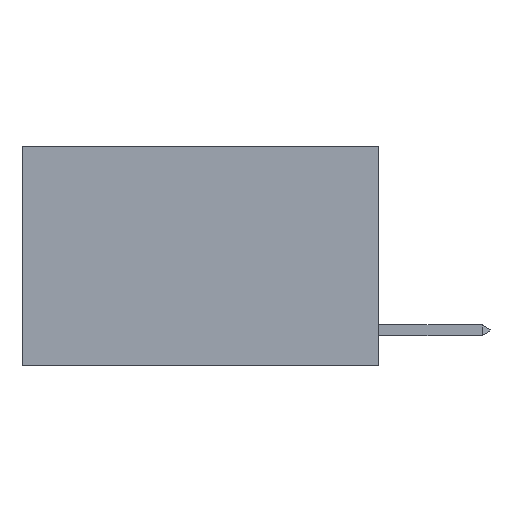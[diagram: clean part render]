
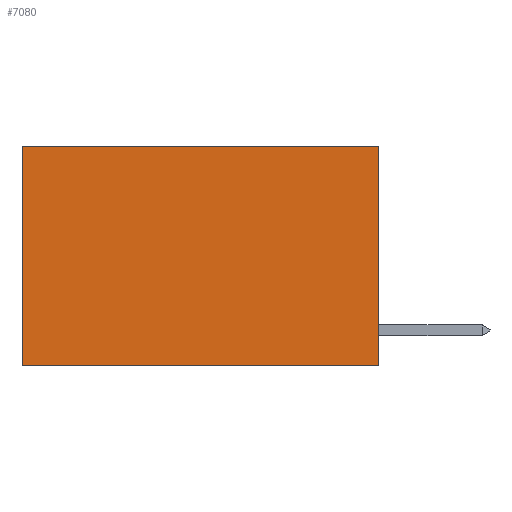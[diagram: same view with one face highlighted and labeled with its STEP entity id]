
A CAD part, left-side view. The second image highlights one B-rep face of the part: STEP entity #7080.
In plain terms, the highlighted planar face has unit normal (-1, 0, 0).
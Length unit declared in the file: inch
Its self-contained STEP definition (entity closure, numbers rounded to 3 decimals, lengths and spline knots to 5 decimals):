
#38 = CARTESIAN_POINT ( 'NONE',  ( 0.2625, 0., 0. ) ) ;
#354 = LINE ( 'NONE', #3859, #6542 ) ;
#842 = DIRECTION ( 'NONE',  ( 0., 0., -1. ) ) ;
#961 = LINE ( 'NONE', #5229, #4054 ) ;
#1176 = CARTESIAN_POINT ( 'NONE',  ( 0.2625, 0., 0. ) ) ;
#1372 = EDGE_CURVE ( 'NONE', #4146, #6505, #5600, .T. ) ;
#1559 = VECTOR ( 'NONE', #842, 39.37008 ) ;
#1615 = LINE ( 'NONE', #4094, #1559 ) ;
#1848 = CARTESIAN_POINT ( 'NONE',  ( 0.2625, 0., 0. ) ) ;
#2071 = ORIENTED_EDGE ( 'NONE', *, *, #3922, .F. ) ;
#2613 = FACE_OUTER_BOUND ( 'NONE', #5763, .T. ) ;
#2730 = DIRECTION ( 'NONE',  ( 0., 0., -1. ) ) ;
#2904 = ORIENTED_EDGE ( 'NONE', *, *, #7263, .T. ) ;
#3436 = CARTESIAN_POINT ( 'NONE',  ( 0.2625, 0.6, 0. ) ) ;
#3663 = ORIENTED_EDGE ( 'NONE', *, *, #5343, .F. ) ;
#3859 = CARTESIAN_POINT ( 'NONE',  ( 0.2625, 0.6, 0. ) ) ;
#3922 = EDGE_CURVE ( 'NONE', #4146, #4209, #1615, .T. ) ;
#4054 = VECTOR ( 'NONE', #5871, 39.37008 ) ;
#4094 = CARTESIAN_POINT ( 'NONE',  ( 0.2625, 0., 0. ) ) ;
#4146 = VERTEX_POINT ( 'NONE', #1176 ) ;
#4209 = VERTEX_POINT ( 'NONE', #5208 ) ;
#4228 = CARTESIAN_POINT ( 'NONE',  ( 0.2625, 0.6, -0.37 ) ) ;
#4311 = DIRECTION ( 'NONE',  ( 0., 1., 0. ) ) ;
#4330 = DIRECTION ( 'NONE',  ( 0., 0., -1. ) ) ;
#5005 = DIRECTION ( 'NONE',  ( 1., 0., 0. ) ) ;
#5208 = CARTESIAN_POINT ( 'NONE',  ( 0.2625, 0., -0.37 ) ) ;
#5229 = CARTESIAN_POINT ( 'NONE',  ( 0.2625, 0., -0.37 ) ) ;
#5269 = VECTOR ( 'NONE', #4311, 39.37008 ) ;
#5343 = EDGE_CURVE ( 'NONE', #4209, #6706, #961, .T. ) ;
#5600 = LINE ( 'NONE', #1848, #5269 ) ;
#5763 = EDGE_LOOP ( 'NONE', ( #2904, #3663, #2071, #5842 ) ) ;
#5842 = ORIENTED_EDGE ( 'NONE', *, *, #1372, .T. ) ;
#5871 = DIRECTION ( 'NONE',  ( 0., 1., 0. ) ) ;
#6505 = VERTEX_POINT ( 'NONE', #3436 ) ;
#6542 = VECTOR ( 'NONE', #2730, 39.37008 ) ;
#6691 = PLANE ( 'NONE',  #7400 ) ;
#6706 = VERTEX_POINT ( 'NONE', #4228 ) ;
#7080 = ADVANCED_FACE ( 'NONE', ( #2613 ), #6691, .F. ) ;
#7263 = EDGE_CURVE ( 'NONE', #6505, #6706, #354, .T. ) ;
#7400 = AXIS2_PLACEMENT_3D ( 'NONE', #38, #5005, #4330 ) ;
